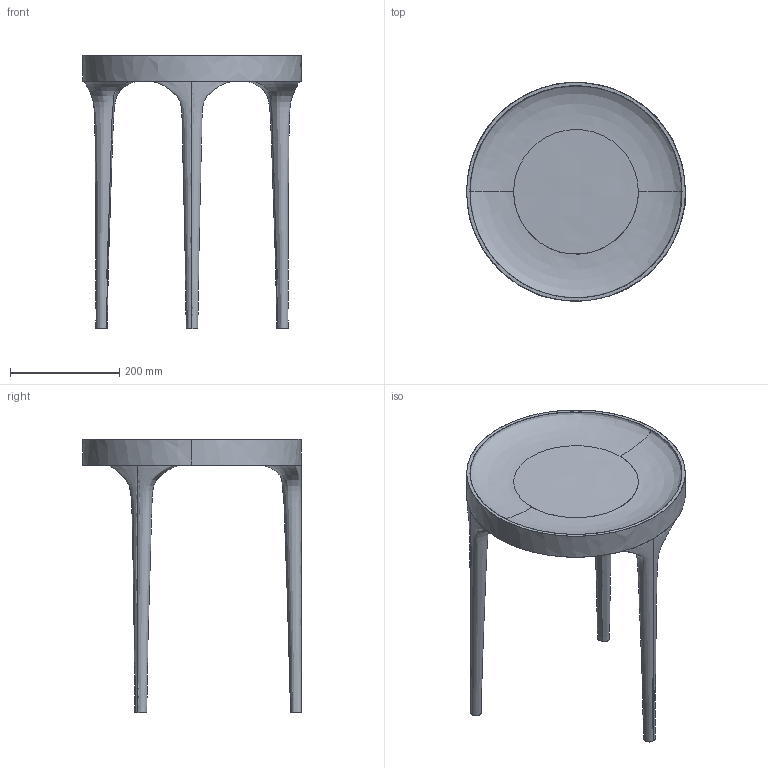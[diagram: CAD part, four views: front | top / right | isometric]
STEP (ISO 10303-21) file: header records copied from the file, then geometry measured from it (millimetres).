
FILE_DESCRIPTION(/* description */ (''),/* implementation_level */ '2;1');
FILE_NAME(/* name */ 'Phantom Table Tall',/* time_stamp */ '2021-11-10T12:04:55+01:00',/* author */ (''),/* organization */ (''),/* preprocessor_version */ 'ST-DEVELOPER v15',/* originating_system */ '',/* authorisation */ '');
FILE_SCHEMA (('AUTOMOTIVE_DESIGN'));
Length unit declared in the file: millimetre
Products named in the file (1): Document
Bounding box: 400.37 x 400.47 x 500.31 mm (x, y, z)
Surface area: 482504.4 mm2 (no closed solid volume)
Topology: 0 solids, 23 shells, 26 faces, 94 edges, 88 vertices
Faces by surface type: bspline 20, plane 6
Entity records: 12350 total; most frequent: CARTESIAN_POINT 11824, ORIENTED_EDGE 100, EDGE_CURVE 94, VERTEX_POINT 88, B_SPLINE_CURVE_WITH_KNOTS 42, EDGE_LOOP 28, ADVANCED_FACE 26, FACE_OUTER_BOUND 26
